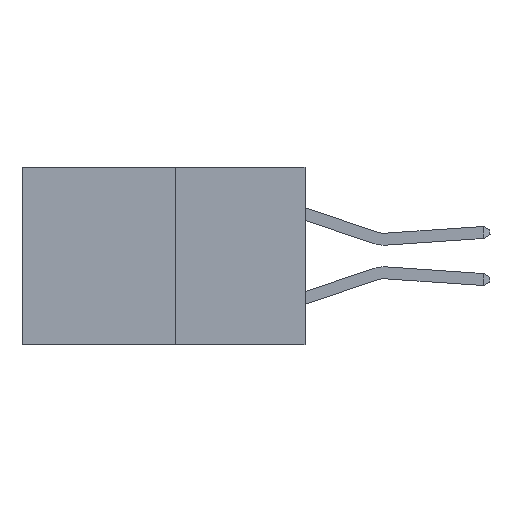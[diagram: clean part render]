
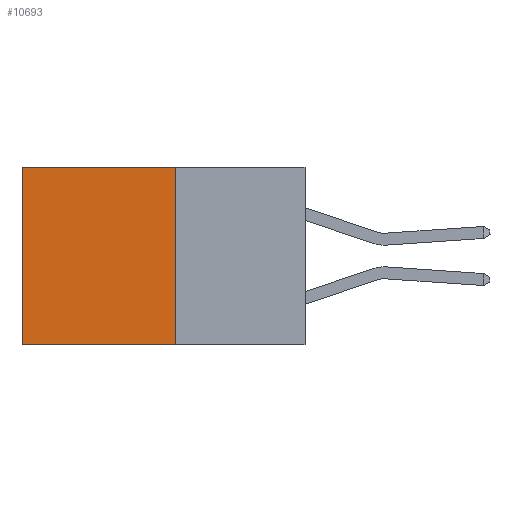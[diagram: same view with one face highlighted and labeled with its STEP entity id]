
A CAD part, left-side view. The second image highlights one B-rep face of the part: STEP entity #10693.
In plain terms, the highlighted planar face has unit normal (-1, 0, 0).
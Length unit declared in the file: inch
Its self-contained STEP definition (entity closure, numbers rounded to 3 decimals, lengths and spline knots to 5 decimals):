
#100 = ORIENTED_EDGE ( 'NONE', *, *, #3966, .F. ) ;
#769 = ORIENTED_EDGE ( 'NONE', *, *, #3798, .F. ) ;
#812 = DIRECTION ( 'NONE',  ( 0., 1., 0. ) ) ;
#946 = CARTESIAN_POINT ( 'NONE',  ( 0.277, 0.59, 0. ) ) ;
#1026 = CARTESIAN_POINT ( 'NONE',  ( 0.277, 0.27, -0.37 ) ) ;
#1642 = VERTEX_POINT ( 'NONE', #12520 ) ;
#1954 = ORIENTED_EDGE ( 'NONE', *, *, #5259, .T. ) ;
#2457 = CARTESIAN_POINT ( 'NONE',  ( 0.277, 0.27, -0.37 ) ) ;
#2934 = FACE_OUTER_BOUND ( 'NONE', #12816, .T. ) ;
#3421 = LINE ( 'NONE', #1026, #9044 ) ;
#3540 = DIRECTION ( 'NONE',  ( 0., 0., -1. ) ) ;
#3567 = CARTESIAN_POINT ( 'NONE',  ( 0.277, 0.27, -0.37 ) ) ;
#3798 = EDGE_CURVE ( 'NONE', #1642, #9660, #9211, .T. ) ;
#3966 = EDGE_CURVE ( 'NONE', #9660, #12962, #3421, .T. ) ;
#4364 = ORIENTED_EDGE ( 'NONE', *, *, #9942, .T. ) ;
#4380 = VERTEX_POINT ( 'NONE', #946 ) ;
#4405 = VECTOR ( 'NONE', #7929, 39.37008 ) ;
#5025 = DIRECTION ( 'NONE',  ( 0., 0., -1. ) ) ;
#5104 = CARTESIAN_POINT ( 'NONE',  ( 0.277, 0.27, 0. ) ) ;
#5259 = EDGE_CURVE ( 'NONE', #4380, #12962, #7199, .T. ) ;
#5331 = CARTESIAN_POINT ( 'NONE',  ( 0.277, 0.27, -0.37 ) ) ;
#6166 = DIRECTION ( 'NONE',  ( 0., 1., 0. ) ) ;
#6660 = LINE ( 'NONE', #5104, #9449 ) ;
#6872 = CARTESIAN_POINT ( 'NONE',  ( 0.277, 0.59, -0.37 ) ) ;
#7199 = LINE ( 'NONE', #6872, #4405 ) ;
#7340 = CARTESIAN_POINT ( 'NONE',  ( 0.277, 0.59, -0.37 ) ) ;
#7912 = VECTOR ( 'NONE', #5025, 39.37008 ) ;
#7929 = DIRECTION ( 'NONE',  ( 0., 0., -1. ) ) ;
#9044 = VECTOR ( 'NONE', #812, 39.37008 ) ;
#9211 = LINE ( 'NONE', #5331, #7912 ) ;
#9316 = AXIS2_PLACEMENT_3D ( 'NONE', #2457, #9908, #3540 ) ;
#9449 = VECTOR ( 'NONE', #6166, 39.37008 ) ;
#9660 = VERTEX_POINT ( 'NONE', #3567 ) ;
#9908 = DIRECTION ( 'NONE',  ( 1., 0., 0. ) ) ;
#9942 = EDGE_CURVE ( 'NONE', #1642, #4380, #6660, .T. ) ;
#10693 = ADVANCED_FACE ( 'NONE', ( #2934 ), #11995, .F. ) ;
#11995 = PLANE ( 'NONE',  #9316 ) ;
#12520 = CARTESIAN_POINT ( 'NONE',  ( 0.277, 0.27, 0. ) ) ;
#12816 = EDGE_LOOP ( 'NONE', ( #1954, #100, #769, #4364 ) ) ;
#12962 = VERTEX_POINT ( 'NONE', #7340 ) ;
